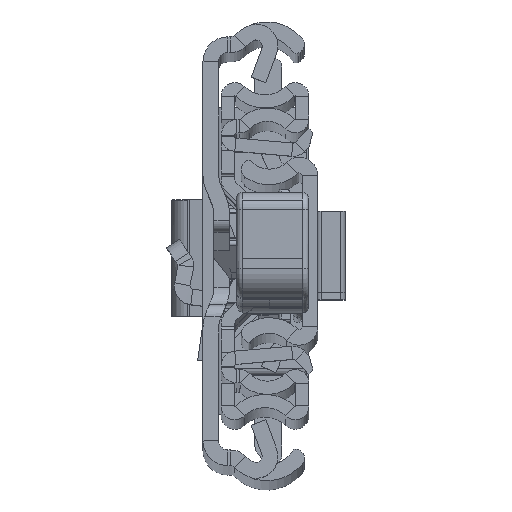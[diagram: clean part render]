
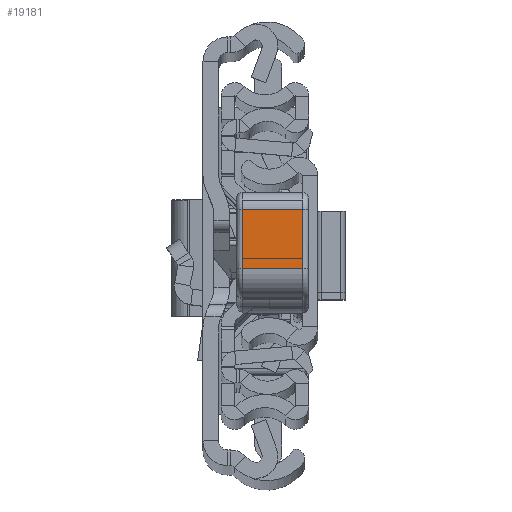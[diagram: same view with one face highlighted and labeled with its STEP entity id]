
A CAD part, top view. The second image highlights one B-rep face of the part: STEP entity #19181.
In plain terms, the highlighted face is planar.
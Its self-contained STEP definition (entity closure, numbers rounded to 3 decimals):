
#321 = DIRECTION ( 'NONE',  ( -1., 0.027, 0. ) ) ;
#2024 = VECTOR ( 'NONE', #28763, 1000. ) ;
#2724 = CARTESIAN_POINT ( 'NONE',  ( 39.55, -12.274, 0. ) ) ;
#3283 = VERTEX_POINT ( 'NONE', #24763 ) ;
#7533 = CARTESIAN_POINT ( 'NONE',  ( 39.55, -12.274, -11. ) ) ;
#8936 = EDGE_CURVE ( 'NONE', #3283, #23483, #19923, .T. ) ;
#9033 = LINE ( 'NONE', #2724, #25323 ) ;
#9149 = CARTESIAN_POINT ( 'NONE',  ( 39.55, -12.274, -11. ) ) ;
#9651 = EDGE_CURVE ( 'NONE', #37071, #3283, #29530, .T. ) ;
#9723 = CARTESIAN_POINT ( 'NONE',  ( 39.55, -12.274, 0. ) ) ;
#10188 = AXIS2_PLACEMENT_3D ( 'NONE', #9149, #321, #11855 ) ;
#10687 = DIRECTION ( 'NONE',  ( -0.027, -1., 0. ) ) ;
#11855 = DIRECTION ( 'NONE',  ( -0.027, -1., 0. ) ) ;
#14077 = ORIENTED_EDGE ( 'NONE', *, *, #27659, .F. ) ;
#14111 = ORIENTED_EDGE ( 'NONE', *, *, #9651, .F. ) ;
#14211 = ORIENTED_EDGE ( 'NONE', *, *, #8936, .F. ) ;
#14682 = CARTESIAN_POINT ( 'NONE',  ( 39.818, -2.465, 0. ) ) ;
#15398 = VECTOR ( 'NONE', #10687, 1000. ) ;
#15976 = LINE ( 'NONE', #7533, #26036 ) ;
#16821 = CARTESIAN_POINT ( 'NONE',  ( 39.55, -12.274, -10. ) ) ;
#17109 = CARTESIAN_POINT ( 'NONE',  ( 39.818, -2.465, -11. ) ) ;
#19181 = ADVANCED_FACE ( 'NONE', ( #32696 ), #23163, .F. ) ;
#19923 = LINE ( 'NONE', #16821, #15398 ) ;
#23163 = PLANE ( 'NONE',  #10188 ) ;
#23483 = VERTEX_POINT ( 'NONE', #30159 ) ;
#23952 = VERTEX_POINT ( 'NONE', #9723 ) ;
#24763 = CARTESIAN_POINT ( 'NONE',  ( 39.818, -2.465, -10. ) ) ;
#25323 = VECTOR ( 'NONE', #26462, 1000. ) ;
#26036 = VECTOR ( 'NONE', #27265, 1000. ) ;
#26272 = ORIENTED_EDGE ( 'NONE', *, *, #37222, .F. ) ;
#26462 = DIRECTION ( 'NONE',  ( 0.027, 1., 0. ) ) ;
#27265 = DIRECTION ( 'NONE',  ( 0., 0., 1. ) ) ;
#27659 = EDGE_CURVE ( 'NONE', #23952, #37071, #9033, .T. ) ;
#28763 = DIRECTION ( 'NONE',  ( 0., 0., -1. ) ) ;
#29530 = LINE ( 'NONE', #17109, #2024 ) ;
#30159 = CARTESIAN_POINT ( 'NONE',  ( 39.55, -12.274, -10. ) ) ;
#32508 = EDGE_LOOP ( 'NONE', ( #26272, #14211, #14111, #14077 ) ) ;
#32696 = FACE_OUTER_BOUND ( 'NONE', #32508, .T. ) ;
#37071 = VERTEX_POINT ( 'NONE', #14682 ) ;
#37222 = EDGE_CURVE ( 'NONE', #23483, #23952, #15976, .T. ) ;
